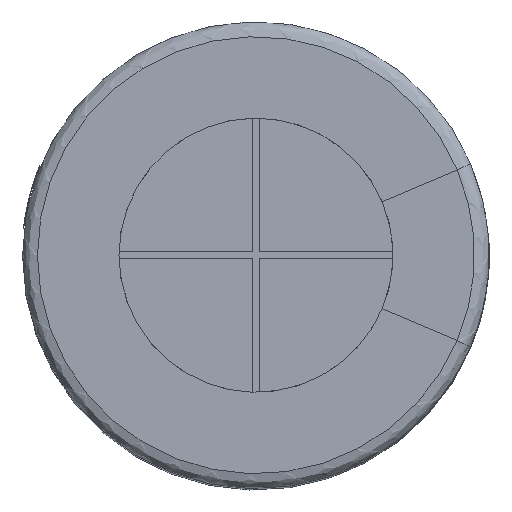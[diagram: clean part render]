
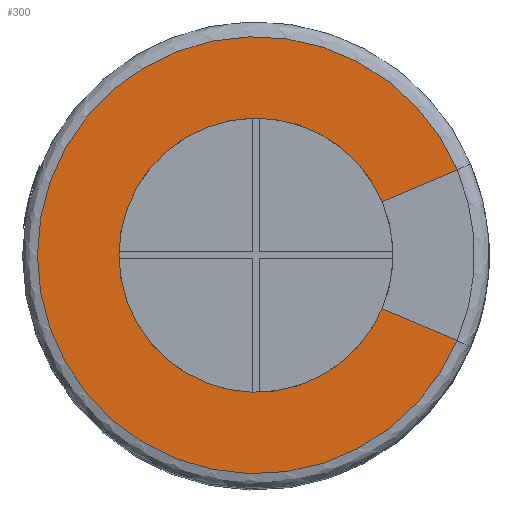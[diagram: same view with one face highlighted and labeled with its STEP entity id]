
A CAD part, top view. The second image highlights one B-rep face of the part: STEP entity #300.
In plain terms, the highlighted planar face has unit normal (0, 0, 1).
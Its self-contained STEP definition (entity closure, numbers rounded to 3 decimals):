
#268 = VERTEX_POINT('',#269);
#269 = CARTESIAN_POINT('',(-2.715,1.153,12.));
#276 = EDGE_CURVE('',#277,#268,#279,.T.);
#277 = VERTEX_POINT('',#278);
#278 = CARTESIAN_POINT('',(-2.715,-1.153,12.));
#279 = CIRCLE('',#280,2.95);
#280 = AXIS2_PLACEMENT_3D('',#281,#282,#283);
#281 = CARTESIAN_POINT('',(0.,0.,12.));
#282 = DIRECTION('',(0.,0.,1.));
#283 = DIRECTION('',(-0.921,-0.391,0.));
#300 = ADVANCED_FACE('',(#301),#327,.T.);
#301 = FACE_BOUND('',#302,.F.);
#302 = EDGE_LOOP('',(#303,#314,#320,#321));
#303 = ORIENTED_EDGE('',*,*,#304,.T.);
#304 = EDGE_CURVE('',#305,#307,#309,.T.);
#305 = VERTEX_POINT('',#306);
#306 = CARTESIAN_POINT('',(-1.703,-0.723,12.));
#307 = VERTEX_POINT('',#308);
#308 = CARTESIAN_POINT('',(-1.703,0.723,12.));
#309 = CIRCLE('',#310,1.85);
#310 = AXIS2_PLACEMENT_3D('',#311,#312,#313);
#311 = CARTESIAN_POINT('',(0.,0.,12.));
#312 = DIRECTION('',(0.,0.,1.));
#313 = DIRECTION('',(-0.921,-0.391,0.));
#314 = ORIENTED_EDGE('',*,*,#315,.T.);
#315 = EDGE_CURVE('',#307,#268,#316,.T.);
#316 = LINE('',#317,#318);
#317 = CARTESIAN_POINT('',(-1.703,0.723,12.));
#318 = VECTOR('',#319,1.);
#319 = DIRECTION('',(-0.921,0.391,0.));
#320 = ORIENTED_EDGE('',*,*,#276,.F.);
#321 = ORIENTED_EDGE('',*,*,#322,.F.);
#322 = EDGE_CURVE('',#305,#277,#323,.T.);
#323 = LINE('',#324,#325);
#324 = CARTESIAN_POINT('',(-1.703,-0.723,12.));
#325 = VECTOR('',#326,1.);
#326 = DIRECTION('',(-0.921,-0.391,0.));
#327 = PLANE('',#328);
#328 = AXIS2_PLACEMENT_3D('',#329,#330,#331);
#329 = CARTESIAN_POINT('',(0.,0.,12.));
#330 = DIRECTION('',(0.,0.,1.));
#331 = DIRECTION('',(-0.921,-0.391,0.));
